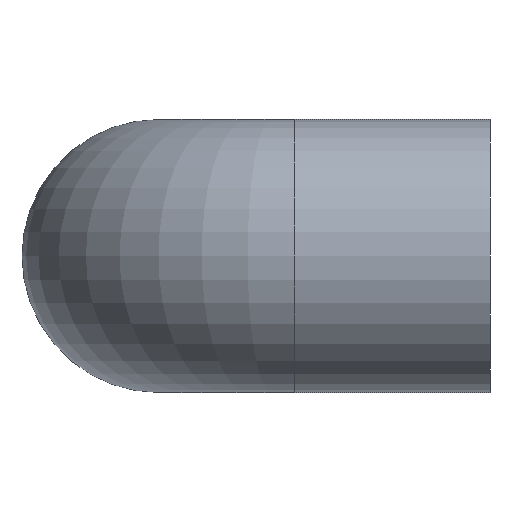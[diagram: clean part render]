
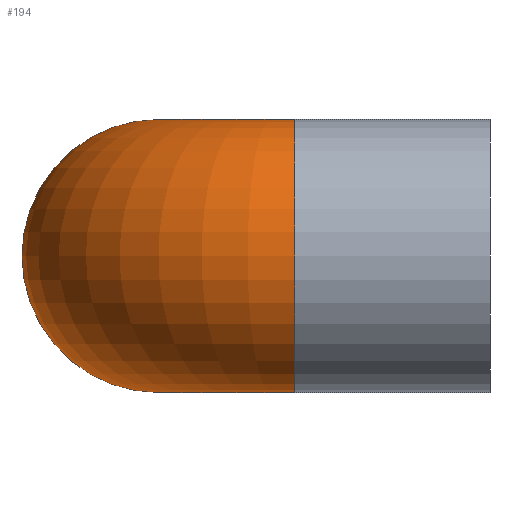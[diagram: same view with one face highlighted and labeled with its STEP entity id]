
A CAD part, left-side view. The second image highlights one B-rep face of the part: STEP entity #194.
In plain terms, the highlighted toroidal (fillet/blend) face has major radius 140 mm and minor radius 140 mm.
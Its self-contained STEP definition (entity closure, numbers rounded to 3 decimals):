
#9 = DIRECTION ( 'NONE',  ( 1., 0., 0. ) ) ;
#14 = ORIENTED_EDGE ( 'NONE', *, *, #446, .T. ) ;
#16 = ORIENTED_EDGE ( 'NONE', *, *, #335, .F. ) ;
#41 = CARTESIAN_POINT ( 'NONE',  ( 140., 340., 0. ) ) ;
#46 = AXIS2_PLACEMENT_3D ( 'NONE', #234, #369, #473 ) ;
#49 = CIRCLE ( 'NONE', #46, 140. ) ;
#64 = AXIS2_PLACEMENT_3D ( 'NONE', #450, #130, #298 ) ;
#66 = CIRCLE ( 'NONE', #64, 140. ) ;
#101 = DIRECTION ( 'NONE',  ( 0., 0., 1. ) ) ;
#102 = ORIENTED_EDGE ( 'NONE', *, *, #209, .T. ) ;
#103 = ORIENTED_EDGE ( 'NONE', *, *, #458, .T. ) ;
#106 = DIRECTION ( 'NONE',  ( -1., 0., 0. ) ) ;
#107 = ORIENTED_EDGE ( 'NONE', *, *, #159, .F. ) ;
#109 = ORIENTED_EDGE ( 'NONE', *, *, #121, .F. ) ;
#121 = EDGE_CURVE ( 'NONE', #197, #200, #339, .T. ) ;
#130 = DIRECTION ( 'NONE',  ( 0., 1., 0. ) ) ;
#159 = EDGE_CURVE ( 'NONE', #200, #203, #323, .T. ) ;
#163 = DIRECTION ( 'NONE',  ( 0., 0., 1. ) ) ;
#172 = VERTEX_POINT ( 'NONE', #280 ) ;
#194 = ADVANCED_FACE ( 'NONE', ( #350 ), #308, .T. ) ;
#197 = VERTEX_POINT ( 'NONE', #281 ) ;
#200 = VERTEX_POINT ( 'NONE', #412 ) ;
#203 = VERTEX_POINT ( 'NONE', #485 ) ;
#209 = EDGE_CURVE ( 'NONE', #172, #210, #291, .T. ) ;
#210 = VERTEX_POINT ( 'NONE', #315 ) ;
#218 = EDGE_LOOP ( 'NONE', ( #16, #14, #102, #103, #107, #109 ) ) ;
#221 = AXIS2_PLACEMENT_3D ( 'NONE', #392, #9, #227 ) ;
#227 = DIRECTION ( 'NONE',  ( 0., 0., 1. ) ) ;
#230 = CIRCLE ( 'NONE', #221, 140. ) ;
#234 = CARTESIAN_POINT ( 'NONE',  ( 0., 200., 0. ) ) ;
#247 = DIRECTION ( 'NONE',  ( 1., 0., 0. ) ) ;
#280 = CARTESIAN_POINT ( 'NONE',  ( 0., 200., -140. ) ) ;
#281 = CARTESIAN_POINT ( 'NONE',  ( 140., 340., -140. ) ) ;
#290 = AXIS2_PLACEMENT_3D ( 'NONE', #352, #461, #163 ) ;
#291 = CIRCLE ( 'NONE', #290, 140. ) ;
#298 = DIRECTION ( 'NONE',  ( 0., 0., 1. ) ) ;
#304 = AXIS2_PLACEMENT_3D ( 'NONE', #313, #437, #106 ) ;
#308 = TOROIDAL_SURFACE ( 'NONE', #304, 140., 140. ) ;
#313 = CARTESIAN_POINT ( 'NONE',  ( 140., 200., 0. ) ) ;
#315 = CARTESIAN_POINT ( 'NONE',  ( 0., 200., 140. ) ) ;
#322 = AXIS2_PLACEMENT_3D ( 'NONE', #346, #434, #101 ) ;
#323 = CIRCLE ( 'NONE', #322, 140. ) ;
#335 = EDGE_CURVE ( 'NONE', #203, #197, #230, .T. ) ;
#338 = AXIS2_PLACEMENT_3D ( 'NONE', #41, #247, #382 ) ;
#339 = CIRCLE ( 'NONE', #338, 140. ) ;
#346 = CARTESIAN_POINT ( 'NONE',  ( 140., 340., 0. ) ) ;
#350 = FACE_OUTER_BOUND ( 'NONE', #218, .T. ) ;
#352 = CARTESIAN_POINT ( 'NONE',  ( 0., 200., 0. ) ) ;
#369 = DIRECTION ( 'NONE',  ( 0., 1., 0. ) ) ;
#382 = DIRECTION ( 'NONE',  ( 0., 0., 1. ) ) ;
#392 = CARTESIAN_POINT ( 'NONE',  ( 140., 340., 0. ) ) ;
#412 = CARTESIAN_POINT ( 'NONE',  ( 140., 340., 140. ) ) ;
#434 = DIRECTION ( 'NONE',  ( 1., 0., 0. ) ) ;
#437 = DIRECTION ( 'NONE',  ( 0., 0., -1. ) ) ;
#446 = EDGE_CURVE ( 'NONE', #203, #172, #66, .T. ) ;
#450 = CARTESIAN_POINT ( 'NONE',  ( 0., 200., 0. ) ) ;
#458 = EDGE_CURVE ( 'NONE', #210, #203, #49, .T. ) ;
#461 = DIRECTION ( 'NONE',  ( 0., 1., 0. ) ) ;
#473 = DIRECTION ( 'NONE',  ( 0., 0., 1. ) ) ;
#485 = CARTESIAN_POINT ( 'NONE',  ( 140., 200., 0. ) ) ;
